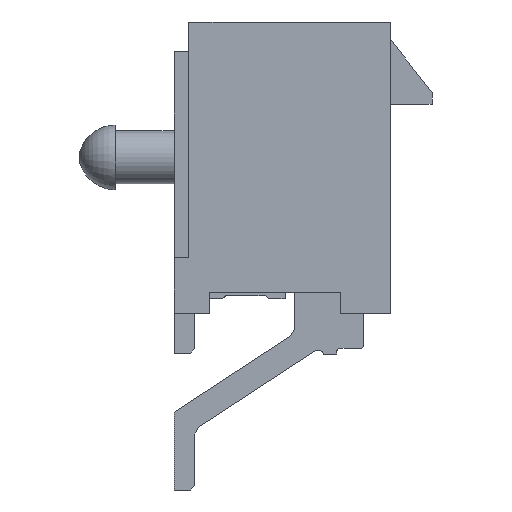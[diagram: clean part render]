
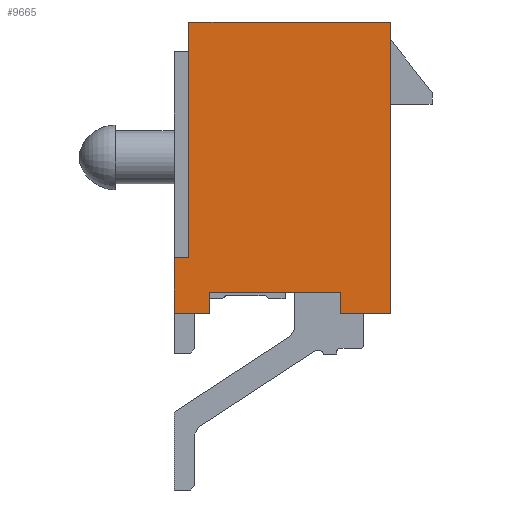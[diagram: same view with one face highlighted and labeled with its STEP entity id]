
A CAD part, left-side view. The second image highlights one B-rep face of the part: STEP entity #9665.
In plain terms, the highlighted planar face has unit normal (-1, 0, 0).
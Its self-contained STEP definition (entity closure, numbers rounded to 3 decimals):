
#1014=ORIENTED_EDGE('',*,*,#3757,.F.);
#1015=ORIENTED_EDGE('',*,*,#3758,.T.);
#1016=ORIENTED_EDGE('',*,*,#3581,.T.);
#1017=ORIENTED_EDGE('',*,*,#3513,.T.);
#1018=ORIENTED_EDGE('',*,*,#3506,.T.);
#1019=ORIENTED_EDGE('',*,*,#3749,.T.);
#1020=ORIENTED_EDGE('',*,*,#3664,.T.);
#1021=ORIENTED_EDGE('',*,*,#3759,.F.);
#1022=ORIENTED_EDGE('',*,*,#3760,.T.);
#1023=ORIENTED_EDGE('',*,*,#3639,.T.);
#3506=EDGE_CURVE('',#4869,#4868,#5833,.T.);
#3513=EDGE_CURVE('',#4875,#4869,#5840,.T.);
#3581=EDGE_CURVE('',#4937,#4875,#5907,.T.);
#3639=EDGE_CURVE('',#4990,#4989,#5964,.T.);
#3664=EDGE_CURVE('',#5009,#5008,#5989,.T.);
#3749=EDGE_CURVE('',#4868,#5009,#6074,.T.);
#3757=EDGE_CURVE('',#5091,#4989,#6082,.T.);
#3758=EDGE_CURVE('',#5091,#4937,#6083,.T.);
#3759=EDGE_CURVE('',#5092,#5008,#6084,.T.);
#3760=EDGE_CURVE('',#5092,#4990,#6085,.T.);
#4868=VERTEX_POINT('',#14037);
#4869=VERTEX_POINT('',#14039);
#4875=VERTEX_POINT('',#14053);
#4937=VERTEX_POINT('',#14187);
#4989=VERTEX_POINT('',#14304);
#4990=VERTEX_POINT('',#14306);
#5008=VERTEX_POINT('',#14349);
#5009=VERTEX_POINT('',#14351);
#5091=VERTEX_POINT('',#14529);
#5092=VERTEX_POINT('',#14532);
#5833=LINE('',#14038,#7146);
#5840=LINE('',#14052,#7153);
#5907=LINE('',#14190,#7220);
#5964=LINE('',#14305,#7277);
#5989=LINE('',#14350,#7302);
#6074=LINE('',#14517,#7387);
#6082=LINE('',#14528,#7395);
#6083=LINE('',#14530,#7396);
#6084=LINE('',#14531,#7397);
#6085=LINE('',#14533,#7398);
#7146=VECTOR('',#11289,1000.);
#7153=VECTOR('',#11298,1000.);
#7220=VECTOR('',#11379,1000.);
#7277=VECTOR('',#11450,1000.);
#7302=VECTOR('',#11477,1000.);
#7387=VECTOR('',#11564,1000.);
#7395=VECTOR('',#11576,1000.);
#7396=VECTOR('',#11577,1000.);
#7397=VECTOR('',#11578,1000.);
#7398=VECTOR('',#11579,1000.);
#8219=EDGE_LOOP('',(#1014,#1015,#1016,#1017,#1018,#1019,#1020,#1021,#1022,
#1023));
#8740=FACE_BOUND('',#8219,.T.);
#9238=PLANE('',#10221);
#9665=ADVANCED_FACE('',(#8740),#9238,.T.);
#10221=AXIS2_PLACEMENT_3D('',#14527,#11574,#11575);
#11289=DIRECTION('',(0.,0.,1.));
#11298=DIRECTION('',(0.,-1.,0.));
#11379=DIRECTION('',(0.,0.,-1.));
#11450=DIRECTION('',(0.,-1.,0.));
#11477=DIRECTION('',(0.,0.,-1.));
#11564=DIRECTION('',(0.,1.,0.));
#11574=DIRECTION('',(-1.,0.,0.));
#11575=DIRECTION('',(0.,0.,1.));
#11576=DIRECTION('',(0.,0.,-1.));
#11577=DIRECTION('',(0.,-1.,0.));
#11578=DIRECTION('',(0.,-1.,0.));
#11579=DIRECTION('',(0.,0.,-1.));
#14037=CARTESIAN_POINT('',(-16.85,-3.43,4.95));
#14038=CARTESIAN_POINT('',(-16.85,-3.43,-4.95));
#14039=CARTESIAN_POINT('',(-16.85,-3.43,-4.95));
#14052=CARTESIAN_POINT('',(-16.85,3.43,-4.95));
#14053=CARTESIAN_POINT('',(-16.85,-1.73,-4.95));
#14187=CARTESIAN_POINT('',(-16.85,-1.73,-4.25));
#14190=CARTESIAN_POINT('',(-16.85,-1.73,-3.95));
#14304=CARTESIAN_POINT('',(-16.85,2.73,-4.95));
#14305=CARTESIAN_POINT('',(-16.85,3.43,-4.95));
#14306=CARTESIAN_POINT('',(-16.85,3.93,-4.95));
#14349=CARTESIAN_POINT('',(-16.85,3.43,-3.05));
#14350=CARTESIAN_POINT('',(-16.85,3.43,4.95));
#14351=CARTESIAN_POINT('',(-16.85,3.43,4.95));
#14517=CARTESIAN_POINT('',(-16.85,-3.43,4.95));
#14527=CARTESIAN_POINT('',(-16.85,0.,0.));
#14528=CARTESIAN_POINT('',(-16.85,2.73,-3.95));
#14529=CARTESIAN_POINT('',(-16.85,2.73,-4.25));
#14530=CARTESIAN_POINT('',(-16.85,2.73,-4.25));
#14531=CARTESIAN_POINT('',(-16.85,3.93,-3.05));
#14532=CARTESIAN_POINT('',(-16.85,3.93,-3.05));
#14533=CARTESIAN_POINT('',(-16.85,3.93,-3.05));
